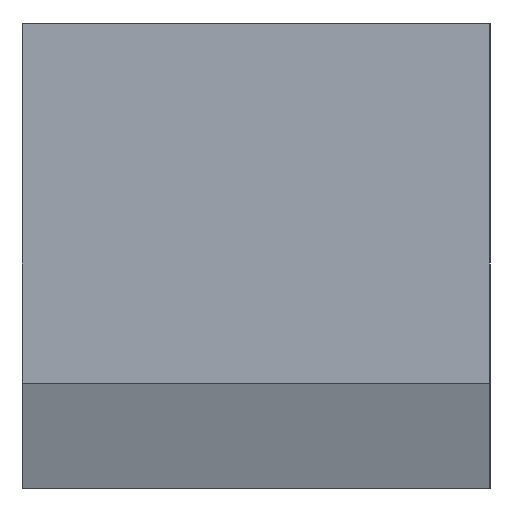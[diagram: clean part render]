
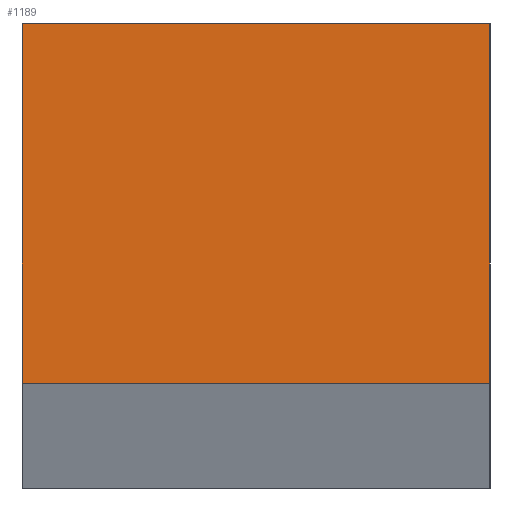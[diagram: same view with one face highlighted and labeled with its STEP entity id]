
A CAD part, left-side view. The second image highlights one B-rep face of the part: STEP entity #1189.
In plain terms, the highlighted planar face has unit normal (-1, 0, 0).
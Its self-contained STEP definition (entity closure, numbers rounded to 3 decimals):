
#1189=ADVANCED_FACE('NONE',(#2950),#2951,.F.);
#2950=FACE_OUTER_BOUND('',#5280,.T.);
#2951=PLANE('',#5281);
#5280=EDGE_LOOP('',(#10115,#10116,#10117,#10118));
#5281=AXIS2_PLACEMENT_3D('',#10119,#10120,#10121);
#10115=ORIENTED_EDGE('',*,*,#16873,.F.);
#10116=ORIENTED_EDGE('',*,*,#14752,.F.);
#10117=ORIENTED_EDGE('',*,*,#16874,.F.);
#10118=ORIENTED_EDGE('',*,*,#16289,.T.);
#10119=CARTESIAN_POINT('',(0.0,0.0,49.7));
#10120=DIRECTION('',(1.0,0.0,0.0));
#10121=DIRECTION('',(0.0,1.0,-0.0));
#14752=EDGE_CURVE('NONE',#17846,#17848,#17849,.T.);
#16289=EDGE_CURVE('NONE',#20921,#20919,#20922,.T.);
#16873=EDGE_CURVE('NONE',#17848,#20919,#21508,.T.);
#16874=EDGE_CURVE('NONE',#20921,#17846,#21509,.T.);
#17846=VERTEX_POINT('NONE',#22484);
#17848=VERTEX_POINT('NONE',#22487);
#17849=LINE('',#22488,#22489);
#20919=VERTEX_POINT('NONE',#27093);
#20921=VERTEX_POINT('NONE',#27096);
#20922=LINE('',#27097,#27098);
#21508=LINE('',#28073,#28074);
#21509=LINE('',#28075,#28076);
#22484=CARTESIAN_POINT('',(0.0,0.0,49.7));
#22487=CARTESIAN_POINT('',(0.0,0.0,11.25));
#22488=CARTESIAN_POINT('',(0.0,0.0,49.7));
#22489=VECTOR('',#29428,1000.0);
#27093=CARTESIAN_POINT('',(0.0,50.0,11.25));
#27096=CARTESIAN_POINT('',(0.0,50.0,49.7));
#27097=CARTESIAN_POINT('',(0.0,50.0,49.7));
#27098=VECTOR('',#30964,1000.0);
#28073=CARTESIAN_POINT('',(0.0,0.0,11.25));
#28074=VECTOR('',#31354,1000.0);
#28075=CARTESIAN_POINT('',(0.0,0.0,49.7));
#28076=VECTOR('',#31355,1000.0);
#29428=DIRECTION('',(-0.0,-0.0,-1.0));
#30964=DIRECTION('',(-0.0,-0.0,-1.0));
#31354=DIRECTION('',(0.0,1.0,0.0));
#31355=DIRECTION('',(-0.0,-1.0,-0.0));
